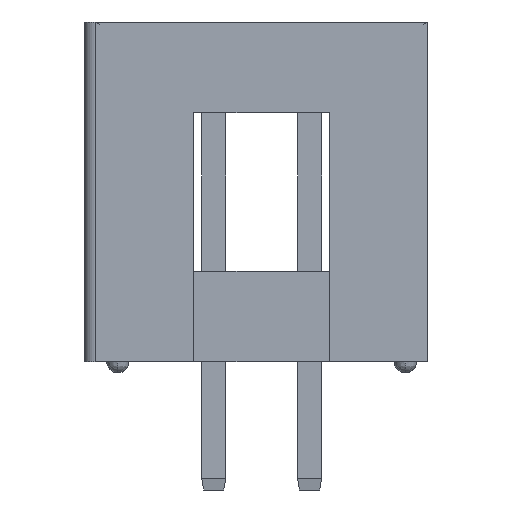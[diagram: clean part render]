
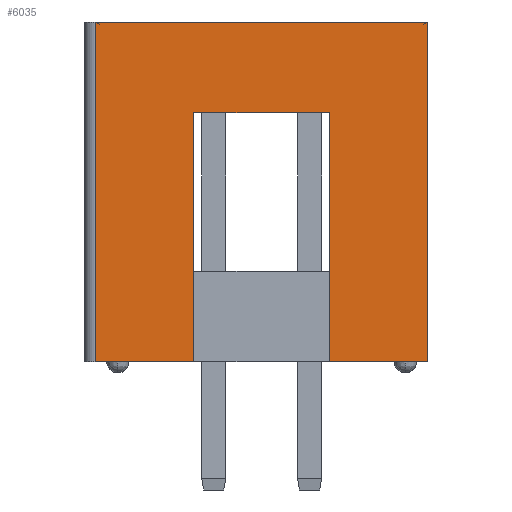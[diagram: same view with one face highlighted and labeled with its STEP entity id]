
A CAD part, left-side view. The second image highlights one B-rep face of the part: STEP entity #6035.
In plain terms, the highlighted planar face has unit normal (-1, 0, 0).
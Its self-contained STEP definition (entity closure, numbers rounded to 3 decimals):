
#14 = ORIENTED_EDGE ( 'NONE', *, *, #792, .T. ) ;
#72 = VECTOR ( 'NONE', #143, 1000. ) ;
#116 = VERTEX_POINT ( 'NONE', #5284 ) ;
#117 = CARTESIAN_POINT ( 'NONE',  ( -14., 4.4, 0.3 ) ) ;
#143 = DIRECTION ( 'NONE',  ( 0., -1., 0. ) ) ;
#267 = EDGE_CURVE ( 'NONE', #918, #116, #5020, .T. ) ;
#282 = VERTEX_POINT ( 'NONE', #2040 ) ;
#453 = LINE ( 'NONE', #1647, #2752 ) ;
#539 = VERTEX_POINT ( 'NONE', #4028 ) ;
#573 = LINE ( 'NONE', #805, #2283 ) ;
#603 = ORIENTED_EDGE ( 'NONE', *, *, #4972, .F. ) ;
#613 = CARTESIAN_POINT ( 'NONE',  ( -14., 1.8, 9.3 ) ) ;
#637 = DIRECTION ( 'NONE',  ( 0., 0., -1. ) ) ;
#652 = VECTOR ( 'NONE', #732, 1000. ) ;
#669 = LINE ( 'NONE', #4041, #4811 ) ;
#732 = DIRECTION ( 'NONE',  ( 0., 0., 1. ) ) ;
#788 = DIRECTION ( 'NONE',  ( 0., 0., -1. ) ) ;
#792 = EDGE_CURVE ( 'NONE', #282, #5013, #1668, .T. ) ;
#805 = CARTESIAN_POINT ( 'NONE',  ( -14., 4.4, 6.9 ) ) ;
#918 = VERTEX_POINT ( 'NONE', #3050 ) ;
#1220 = CARTESIAN_POINT ( 'NONE',  ( -14., 4.4, 9.3 ) ) ;
#1232 = EDGE_LOOP ( 'NONE', ( #1998, #603, #14, #5608, #1472, #1508, #4996, #5692 ) ) ;
#1324 = LINE ( 'NONE', #1979, #72 ) ;
#1472 = ORIENTED_EDGE ( 'NONE', *, *, #5053, .F. ) ;
#1508 = ORIENTED_EDGE ( 'NONE', *, *, #5630, .F. ) ;
#1647 = CARTESIAN_POINT ( 'NONE',  ( -14., 4.4, 9.3 ) ) ;
#1668 = LINE ( 'NONE', #5305, #2949 ) ;
#1756 = AXIS2_PLACEMENT_3D ( 'NONE', #3567, #5895, #788 ) ;
#1979 = CARTESIAN_POINT ( 'NONE',  ( -14., 4.4, 9.3 ) ) ;
#1998 = ORIENTED_EDGE ( 'NONE', *, *, #4324, .F. ) ;
#2040 = CARTESIAN_POINT ( 'NONE',  ( -14., -4.4, 0.3 ) ) ;
#2168 = CARTESIAN_POINT ( 'NONE',  ( -14., -1.8, 9.3 ) ) ;
#2274 = VECTOR ( 'NONE', #3951, 1000. ) ;
#2283 = VECTOR ( 'NONE', #4613, 1000. ) ;
#2610 = EDGE_CURVE ( 'NONE', #2705, #5013, #1324, .T. ) ;
#2705 = VERTEX_POINT ( 'NONE', #1220 ) ;
#2752 = VECTOR ( 'NONE', #5432, 1000. ) ;
#2949 = VECTOR ( 'NONE', #4853, 1000. ) ;
#3050 = CARTESIAN_POINT ( 'NONE',  ( -14., 1.8, 6.9 ) ) ;
#3562 = VECTOR ( 'NONE', #637, 1000. ) ;
#3567 = CARTESIAN_POINT ( 'NONE',  ( -14., 4.4, 9.3 ) ) ;
#3951 = DIRECTION ( 'NONE',  ( 0., 1., 0. ) ) ;
#3993 = CARTESIAN_POINT ( 'NONE',  ( -14., -4.4, 9.3 ) ) ;
#4028 = CARTESIAN_POINT ( 'NONE',  ( -14., -1.8, 6.9 ) ) ;
#4041 = CARTESIAN_POINT ( 'NONE',  ( -14., 4.4, 0.3 ) ) ;
#4324 = EDGE_CURVE ( 'NONE', #5987, #539, #5978, .T. ) ;
#4427 = EDGE_CURVE ( 'NONE', #539, #918, #573, .T. ) ;
#4472 = CARTESIAN_POINT ( 'NONE',  ( -14., 4.4, 0.3 ) ) ;
#4494 = CARTESIAN_POINT ( 'NONE',  ( -14., -1.8, 0.3 ) ) ;
#4546 = DIRECTION ( 'NONE',  ( 0., 1., 0. ) ) ;
#4613 = DIRECTION ( 'NONE',  ( 0., 1., 0. ) ) ;
#4707 = FACE_OUTER_BOUND ( 'NONE', #1232, .T. ) ;
#4811 = VECTOR ( 'NONE', #4546, 1000. ) ;
#4853 = DIRECTION ( 'NONE',  ( 0., 0., 1. ) ) ;
#4972 = EDGE_CURVE ( 'NONE', #282, #5987, #669, .T. ) ;
#4996 = ORIENTED_EDGE ( 'NONE', *, *, #267, .F. ) ;
#5013 = VERTEX_POINT ( 'NONE', #3993 ) ;
#5016 = LINE ( 'NONE', #117, #2274 ) ;
#5020 = LINE ( 'NONE', #613, #3562 ) ;
#5053 = EDGE_CURVE ( 'NONE', #5055, #2705, #453, .T. ) ;
#5055 = VERTEX_POINT ( 'NONE', #4472 ) ;
#5284 = CARTESIAN_POINT ( 'NONE',  ( -14., 1.8, 0.3 ) ) ;
#5305 = CARTESIAN_POINT ( 'NONE',  ( -14., -4.4, 9.3 ) ) ;
#5432 = DIRECTION ( 'NONE',  ( 0., 0., 1. ) ) ;
#5451 = PLANE ( 'NONE',  #1756 ) ;
#5608 = ORIENTED_EDGE ( 'NONE', *, *, #2610, .F. ) ;
#5630 = EDGE_CURVE ( 'NONE', #116, #5055, #5016, .T. ) ;
#5692 = ORIENTED_EDGE ( 'NONE', *, *, #4427, .F. ) ;
#5895 = DIRECTION ( 'NONE',  ( 1., 0., 0. ) ) ;
#5978 = LINE ( 'NONE', #2168, #652 ) ;
#5987 = VERTEX_POINT ( 'NONE', #4494 ) ;
#6035 = ADVANCED_FACE ( 'NONE', ( #4707 ), #5451, .F. ) ;
